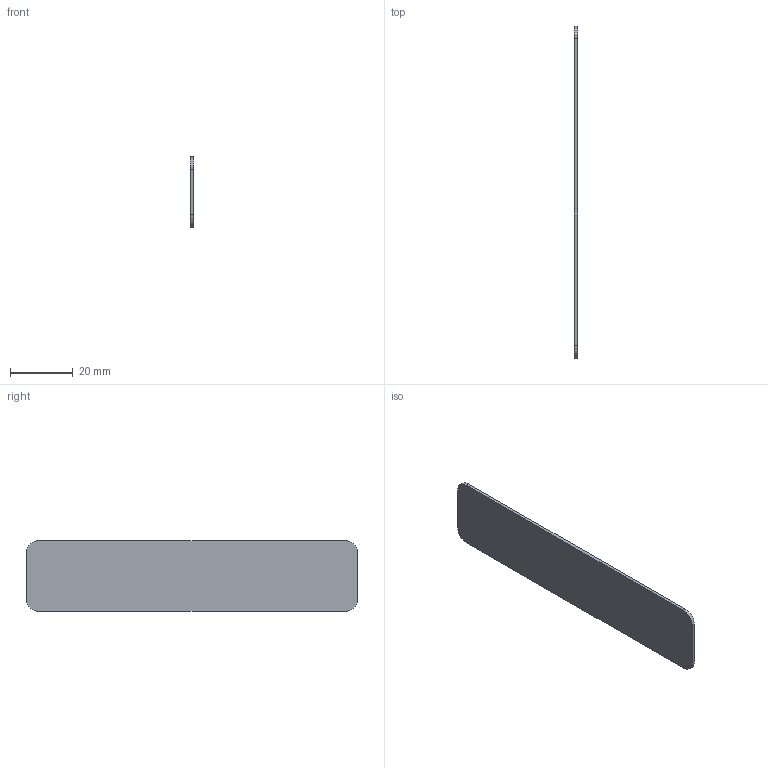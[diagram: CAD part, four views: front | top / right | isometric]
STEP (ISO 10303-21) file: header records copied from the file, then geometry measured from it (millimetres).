
FILE_DESCRIPTION (( 'STEP AP203' ), '1' );
FILE_NAME ('cover.step_Default_sldprt.STEP', '2020-11-13T20:13:39', ( '' ), ( '' ), 'SwSTEP 2.0', 'SolidWorks 2019', '' );
FILE_SCHEMA (( 'CONFIG_CONTROL_DESIGN' ));
Length unit declared in the file: inch
Products named in the file (1): cover.step_Default_sldprt
Bounding box: 1 x 106 x 22.5 mm (x, y, z)
Volume: 1664.9 mm3; surface area: 5115.5 mm2
Topology: 1 solids, 1 shells, 477 faces, 1308 edges, 872 vertices
Faces by surface type: plane 254, bspline 215, cylinder 8
Entity records: 16251 total; most frequent: CARTESIAN_POINT 5517, ORIENTED_EDGE 2616, DIRECTION 1420, EDGE_CURVE 1308, VERTEX_POINT 872, VECTOR 862, LINE 862, EDGE_LOOP 516
